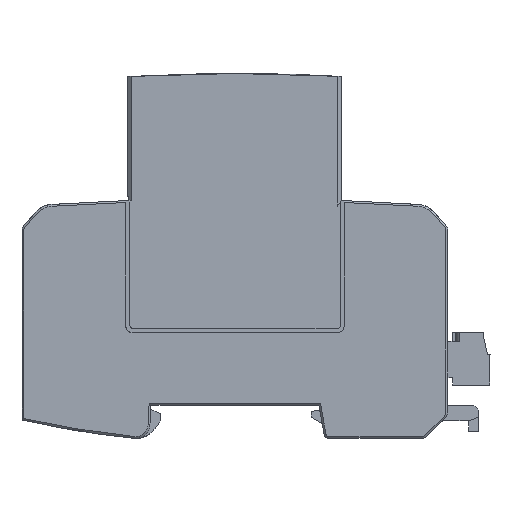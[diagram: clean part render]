
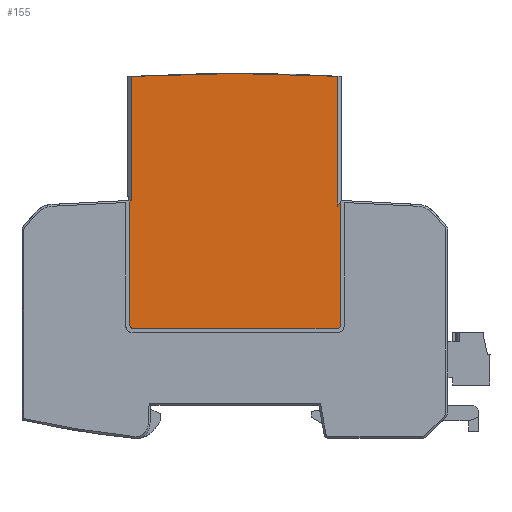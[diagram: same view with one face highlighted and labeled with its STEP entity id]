
A CAD part, left-side view. The second image highlights one B-rep face of the part: STEP entity #155.
In plain terms, the highlighted planar face has unit normal (-1, 0, 0).
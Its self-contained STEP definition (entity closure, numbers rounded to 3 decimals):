
#34=AXIS2_PLACEMENT_3D('Plane Axis2P3D',#31,#32,#33) ;
#31=CARTESIAN_POINT('Axis2P3D Location',(0.,31.022,78.232)) ;
#36=CARTESIAN_POINT('Line Origine',(0.,75.826,63.417)) ;
#40=CARTESIAN_POINT('Vertex',(0.,75.825,50.307)) ;
#42=CARTESIAN_POINT('Vertex',(0.,75.827,76.527)) ;
#45=CARTESIAN_POINT('Line Origine',(0.,76.075,50.307)) ;
#49=CARTESIAN_POINT('Vertex',(0.,76.325,50.307)) ;
#52=CARTESIAN_POINT('Line Origine',(0.,76.325,50.286)) ;
#56=CARTESIAN_POINT('Vertex',(0.,76.325,50.266)) ;
#59=CARTESIAN_POINT('Line Origine',(0.,76.225,49.95)) ;
#63=CARTESIAN_POINT('Vertex',(0.,76.125,49.634)) ;
#66=CARTESIAN_POINT('Line Origine',(0.,76.123,36.817)) ;
#70=CARTESIAN_POINT('Vertex',(0.,76.122,23.999)) ;
#74=CARTESIAN_POINT('Control Point',(0.,75.322,23.199)) ;
#75=CARTESIAN_POINT('Control Point',(0.,75.41,23.199)) ;
#76=CARTESIAN_POINT('Control Point',(0.,75.497,23.211)) ;
#77=CARTESIAN_POINT('Control Point',(0.,75.583,23.235)) ;
#78=CARTESIAN_POINT('Control Point',(0.,75.745,23.306)) ;
#79=CARTESIAN_POINT('Control Point',(0.,75.882,23.418)) ;
#80=CARTESIAN_POINT('Control Point',(0.,75.943,23.483)) ;
#81=CARTESIAN_POINT('Control Point',(0.,76.037,23.618)) ;
#82=CARTESIAN_POINT('Control Point',(0.,76.095,23.773)) ;
#83=CARTESIAN_POINT('Control Point',(0.,76.113,23.847)) ;
#84=CARTESIAN_POINT('Control Point',(0.,76.122,23.923)) ;
#85=CARTESIAN_POINT('Control Point',(0.,76.122,23.999)) ;
#86=CARTESIAN_POINT('Vertex',(0.,75.322,23.199)) ;
#89=CARTESIAN_POINT('Line Origine',(0.,53.822,23.201)) ;
#93=CARTESIAN_POINT('Vertex',(0.,32.322,23.203)) ;
#97=CARTESIAN_POINT('Control Point',(0.,31.522,24.003)) ;
#98=CARTESIAN_POINT('Control Point',(0.,31.522,23.916)) ;
#99=CARTESIAN_POINT('Control Point',(0.,31.534,23.828)) ;
#100=CARTESIAN_POINT('Control Point',(0.,31.558,23.742)) ;
#101=CARTESIAN_POINT('Control Point',(0.,31.629,23.58)) ;
#102=CARTESIAN_POINT('Control Point',(0.,31.741,23.443)) ;
#103=CARTESIAN_POINT('Control Point',(0.,31.806,23.383)) ;
#104=CARTESIAN_POINT('Control Point',(0.,31.941,23.288)) ;
#105=CARTESIAN_POINT('Control Point',(0.,32.096,23.23)) ;
#106=CARTESIAN_POINT('Control Point',(0.,32.17,23.212)) ;
#107=CARTESIAN_POINT('Control Point',(0.,32.246,23.203)) ;
#108=CARTESIAN_POINT('Control Point',(0.,32.322,23.203)) ;
#109=CARTESIAN_POINT('Vertex',(0.,31.522,24.003)) ;
#112=CARTESIAN_POINT('Line Origine',(0.,31.523,37.038)) ;
#116=CARTESIAN_POINT('Vertex',(0.,31.525,50.073)) ;
#119=CARTESIAN_POINT('Line Origine',(0.,31.825,49.602)) ;
#123=CARTESIAN_POINT('Vertex',(0.,32.125,49.131)) ;
#126=CARTESIAN_POINT('Line Origine',(0.,32.126,62.839)) ;
#130=CARTESIAN_POINT('Vertex',(0.,32.127,76.547)) ;
#134=CARTESIAN_POINT('Control Point',(0.,75.827,76.527)) ;
#135=CARTESIAN_POINT('Control Point',(0.,67.096,77.009)) ;
#136=CARTESIAN_POINT('Control Point',(0.,58.352,77.252)) ;
#137=CARTESIAN_POINT('Control Point',(0.,49.603,77.256)) ;
#138=CARTESIAN_POINT('Control Point',(0.,40.859,77.021)) ;
#139=CARTESIAN_POINT('Control Point',(0.,32.127,76.547)) ;
#32=DIRECTION('Axis2P3D Direction',(-1.,0.,0.)) ;
#33=DIRECTION('Axis2P3D XDirection',(0.,1.,0.)) ;
#37=DIRECTION('Vector Direction',(0.,0.,1.)) ;
#46=DIRECTION('Vector Direction',(0.,1.,0.)) ;
#53=DIRECTION('Vector Direction',(0.,0.,1.)) ;
#60=DIRECTION('Vector Direction',(0.,0.302,0.953)) ;
#67=DIRECTION('Vector Direction',(0.,0.,1.)) ;
#90=DIRECTION('Vector Direction',(0.,1.,0.)) ;
#113=DIRECTION('Vector Direction',(0.,0.,-1.)) ;
#120=DIRECTION('Vector Direction',(0.,-0.537,0.843)) ;
#127=DIRECTION('Vector Direction',(0.,0.,-1.)) ;
#38=VECTOR('Line Direction',#37,1.) ;
#47=VECTOR('Line Direction',#46,1.) ;
#54=VECTOR('Line Direction',#53,1.) ;
#61=VECTOR('Line Direction',#60,1.) ;
#68=VECTOR('Line Direction',#67,1.) ;
#91=VECTOR('Line Direction',#90,1.) ;
#114=VECTOR('Line Direction',#113,1.) ;
#121=VECTOR('Line Direction',#120,1.) ;
#128=VECTOR('Line Direction',#127,1.) ;
#142=ORIENTED_EDGE('',*,*,#44,.F.) ;
#143=ORIENTED_EDGE('',*,*,#51,.T.) ;
#144=ORIENTED_EDGE('',*,*,#58,.F.) ;
#145=ORIENTED_EDGE('',*,*,#65,.F.) ;
#146=ORIENTED_EDGE('',*,*,#72,.F.) ;
#147=ORIENTED_EDGE('',*,*,#88,.F.) ;
#148=ORIENTED_EDGE('',*,*,#95,.F.) ;
#149=ORIENTED_EDGE('',*,*,#111,.F.) ;
#150=ORIENTED_EDGE('',*,*,#118,.F.) ;
#151=ORIENTED_EDGE('',*,*,#125,.F.) ;
#152=ORIENTED_EDGE('',*,*,#132,.F.) ;
#153=ORIENTED_EDGE('',*,*,#140,.F.) ;
#155=ADVANCED_FACE('VPU',(#154),#35,.T.) ;
#73=B_SPLINE_CURVE_WITH_KNOTS('',5,(#74,#75,#76,#77,#78,#79,#80,#81,#82,#83,#84,#85),.UNSPECIFIED.,.F.,.U.,(6,3,3,6),(0.,0.62,1.24,1.777),.UNSPECIFIED.) ;
#96=B_SPLINE_CURVE_WITH_KNOTS('',5,(#97,#98,#99,#100,#101,#102,#103,#104,#105,#106,#107,#108),.UNSPECIFIED.,.F.,.U.,(6,3,3,6),(0.,0.62,1.24,1.777),.UNSPECIFIED.) ;
#133=B_SPLINE_CURVE_WITH_KNOTS('',5,(#134,#135,#136,#137,#138,#139),.UNSPECIFIED.,.F.,.U.,(6,6),(0.,61.832),.UNSPECIFIED.) ;
#44=EDGE_CURVE('',#41,#43,#39,.T.) ;
#51=EDGE_CURVE('',#41,#50,#48,.T.) ;
#58=EDGE_CURVE('',#57,#50,#55,.T.) ;
#65=EDGE_CURVE('',#64,#57,#62,.T.) ;
#72=EDGE_CURVE('',#71,#64,#69,.T.) ;
#88=EDGE_CURVE('',#87,#71,#73,.T.) ;
#95=EDGE_CURVE('',#94,#87,#92,.T.) ;
#111=EDGE_CURVE('',#110,#94,#96,.T.) ;
#118=EDGE_CURVE('',#117,#110,#115,.T.) ;
#125=EDGE_CURVE('',#124,#117,#122,.T.) ;
#132=EDGE_CURVE('',#131,#124,#129,.T.) ;
#140=EDGE_CURVE('',#43,#131,#133,.T.) ;
#141=EDGE_LOOP('',(#142,#143,#144,#145,#146,#147,#148,#149,#150,#151,#152,#153)) ;
#154=FACE_OUTER_BOUND('',#141,.T.) ;
#39=LINE('Line',#36,#38) ;
#48=LINE('Line',#45,#47) ;
#55=LINE('Line',#52,#54) ;
#62=LINE('Line',#59,#61) ;
#69=LINE('Line',#66,#68) ;
#92=LINE('Line',#89,#91) ;
#115=LINE('Line',#112,#114) ;
#122=LINE('Line',#119,#121) ;
#129=LINE('Line',#126,#128) ;
#35=PLANE('',#34) ;
#41=VERTEX_POINT('',#40) ;
#43=VERTEX_POINT('',#42) ;
#50=VERTEX_POINT('',#49) ;
#57=VERTEX_POINT('',#56) ;
#64=VERTEX_POINT('',#63) ;
#71=VERTEX_POINT('',#70) ;
#87=VERTEX_POINT('',#86) ;
#94=VERTEX_POINT('',#93) ;
#110=VERTEX_POINT('',#109) ;
#117=VERTEX_POINT('',#116) ;
#124=VERTEX_POINT('',#123) ;
#131=VERTEX_POINT('',#130) ;
